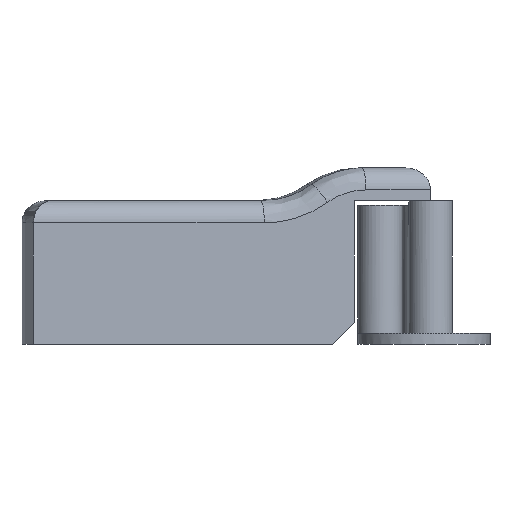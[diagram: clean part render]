
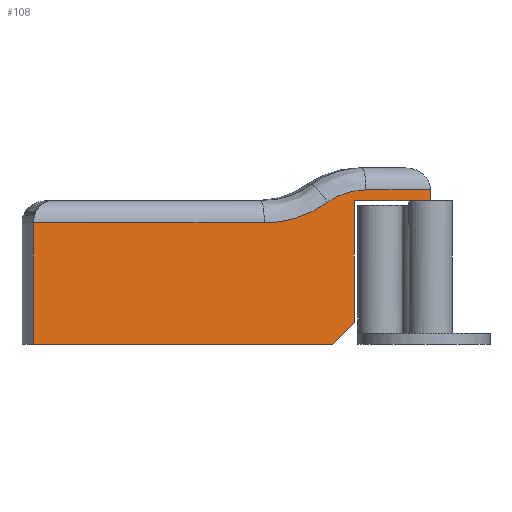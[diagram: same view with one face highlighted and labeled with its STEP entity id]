
A CAD part, left-side view. The second image highlights one B-rep face of the part: STEP entity #108.
In plain terms, the highlighted planar face has unit normal (-0.988, -0.156, 0).
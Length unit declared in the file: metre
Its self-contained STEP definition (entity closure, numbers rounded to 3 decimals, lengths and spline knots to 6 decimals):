
#108 = ADVANCED_FACE( '', ( #262 ), #263, .T. );
#262 = FACE_OUTER_BOUND( '', #477, .T. );
#263 = PLANE( '', #478 );
#477 = EDGE_LOOP( '', ( #811, #812, #813, #814, #815, #816, #817, #818, #819, #820 ) );
#478 = AXIS2_PLACEMENT_3D( '', #821, #822, #823 );
#811 = ORIENTED_EDGE( '', *, *, #1247, .T. );
#812 = ORIENTED_EDGE( '', *, *, #1248, .T. );
#813 = ORIENTED_EDGE( '', *, *, #1249, .T. );
#814 = ORIENTED_EDGE( '', *, *, #1208, .T. );
#815 = ORIENTED_EDGE( '', *, *, #1250, .F. );
#816 = ORIENTED_EDGE( '', *, *, #1251, .T. );
#817 = ORIENTED_EDGE( '', *, *, #1252, .T. );
#818 = ORIENTED_EDGE( '', *, *, #1253, .F. );
#819 = ORIENTED_EDGE( '', *, *, #1254, .T. );
#820 = ORIENTED_EDGE( '', *, *, #1255, .T. );
#821 = CARTESIAN_POINT( '', ( -1.711815, 0.046775, -0.00152 ) );
#822 = DIRECTION( '', ( -0.988, -0.156, 0. ) );
#823 = DIRECTION( '', ( -0.156, 0.988, 0. ) );
#1208 = EDGE_CURVE( '', #1387, #1388, #1389, .T. );
#1247 = EDGE_CURVE( '', #1454, #1455, #1456, .T. );
#1248 = EDGE_CURVE( '', #1455, #1457, #1458, .T. );
#1249 = EDGE_CURVE( '', #1457, #1387, #1459, .T. );
#1250 = EDGE_CURVE( '', #1460, #1388, #1461, .T. );
#1251 = EDGE_CURVE( '', #1460, #1462, #1463, .T. );
#1252 = EDGE_CURVE( '', #1462, #1464, #1465, .T. );
#1253 = EDGE_CURVE( '', #1424, #1464, #1466, .T. );
#1254 = EDGE_CURVE( '', #1424, #1467, #1468, .T. );
#1255 = EDGE_CURVE( '', #1467, #1454, #1469, .T. );
#1387 = VERTEX_POINT( '', #1645 );
#1388 = VERTEX_POINT( '', #1646 );
#1389 = LINE( '', #1647, #1648 );
#1424 = VERTEX_POINT( '', #1691 );
#1454 = VERTEX_POINT( '', #1755 );
#1455 = VERTEX_POINT( '', #1756 );
#1456 = LINE( '', #1757, #1758 );
#1457 = VERTEX_POINT( '', #1759 );
#1458 = LINE( '', #1760, #1761 );
#1459 = LINE( '', #1762, #1763 );
#1460 = VERTEX_POINT( '', #1764 );
#1461 = LINE( '', #1765, #1766 );
#1462 = VERTEX_POINT( '', #1767 );
#1463 = ELLIPSE( '', #1768, 0.005251, 0.004517 );
#1464 = VERTEX_POINT( '', #1769 );
#1465 = B_SPLINE_CURVE_WITH_KNOTS( '', 3, ( #1770, #1771, #1772, #1773 ), .UNSPECIFIED., .F., .F., ( 4, 4 ), ( -0.622657, 0. ), .UNSPECIFIED. );
#1466 = LINE( '', #1774, #1775 );
#1467 = VERTEX_POINT( '', #1776 );
#1468 = LINE( '', #1777, #1778 );
#1469 = LINE( '', #1779, #1780 );
#1645 = CARTESIAN_POINT( '', ( -1.705513, 0.006983, 0.013 ) );
#1646 = CARTESIAN_POINT( '', ( -1.705513, 0.006983, 0.014 ) );
#1647 = CARTESIAN_POINT( '', ( -1.705513, 0.006983, 0.013 ) );
#1648 = VECTOR( '', #2077, 1. );
#1691 = CARTESIAN_POINT( '', ( -1.711223, 0.043034, 0.011 ) );
#1755 = CARTESIAN_POINT( '', ( -1.706921, 0.015872, 0. ) );
#1756 = CARTESIAN_POINT( '', ( -1.706608, 0.013897, 0.002 ) );
#1757 = CARTESIAN_POINT( '', ( -1.706921, 0.015872, 0. ) );
#1758 = VECTOR( '', #2137, 1. );
#1759 = CARTESIAN_POINT( '', ( -1.706608, 0.013897, 0.013 ) );
#1760 = CARTESIAN_POINT( '', ( -1.706608, 0.013897, 0.002 ) );
#1761 = VECTOR( '', #2138, 1. );
#1762 = CARTESIAN_POINT( '', ( -1.706608, 0.013897, 0.013 ) );
#1763 = VECTOR( '', #2139, 1. );
#1764 = CARTESIAN_POINT( '', ( -1.706443, 0.012859, 0.014 ) );
#1765 = CARTESIAN_POINT( '', ( -1.706443, 0.012859, 0.014 ) );
#1766 = VECTOR( '', #2140, 1. );
#1767 = CARTESIAN_POINT( '', ( -1.706991, 0.016316, 0.012875 ) );
#1768 = AXIS2_PLACEMENT_3D( '', #2141, #2142, #2143 );
#1769 = CARTESIAN_POINT( '', ( -1.707903, 0.022077, 0.011 ) );
#1770 = CARTESIAN_POINT( '', ( -1.706991, 0.016316, 0.012875 ) );
#1771 = CARTESIAN_POINT( '', ( -1.707255, 0.017982, 0.011666 ) );
#1772 = CARTESIAN_POINT( '', ( -1.707579, 0.020027, 0.011 ) );
#1773 = CARTESIAN_POINT( '', ( -1.707903, 0.022077, 0.011 ) );
#1774 = CARTESIAN_POINT( '', ( -1.711223, 0.043034, 0.011 ) );
#1775 = VECTOR( '', #2144, 1. );
#1776 = CARTESIAN_POINT( '', ( -1.711223, 0.043034, 0. ) );
#1777 = CARTESIAN_POINT( '', ( -1.711223, 0.043034, 0.011 ) );
#1778 = VECTOR( '', #2145, 1. );
#1779 = CARTESIAN_POINT( '', ( -1.711223, 0.043034, 0. ) );
#1780 = VECTOR( '', #2146, 1. );
#2077 = DIRECTION( '', ( 0., 0., 1. ) );
#2137 = DIRECTION( '', ( 0.111, -0.698, 0.707 ) );
#2138 = DIRECTION( '', ( 0., 0., 1. ) );
#2139 = DIRECTION( '', ( 0.156, -0.988, 0. ) );
#2140 = DIRECTION( '', ( 0.156, -0.988, 0. ) );
#2141 = CARTESIAN_POINT( '', ( -1.706514, 0.013307, 0.00941 ) );
#2142 = DIRECTION( '', ( -0.988, -0.156, 0. ) );
#2143 = DIRECTION( '', ( 0.149, -0.941, 0.305 ) );
#2144 = DIRECTION( '', ( 0.156, -0.988, 0. ) );
#2145 = DIRECTION( '', ( 0., 0., -1. ) );
#2146 = DIRECTION( '', ( 0.156, -0.988, 0. ) );
